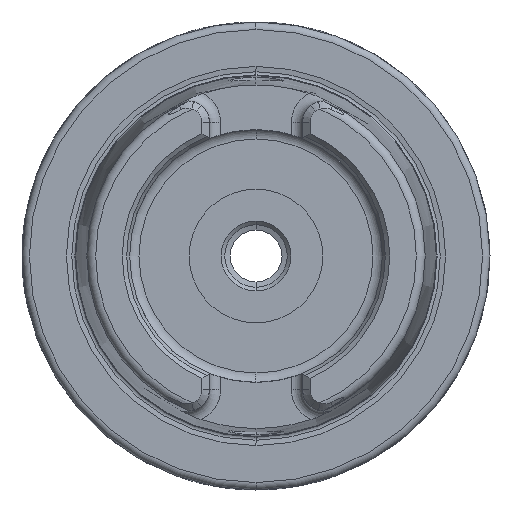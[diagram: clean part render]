
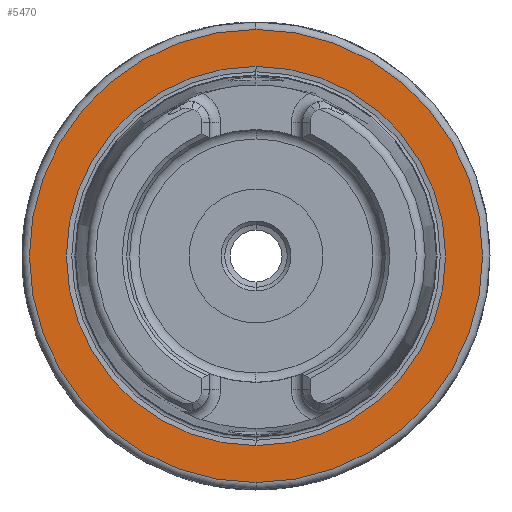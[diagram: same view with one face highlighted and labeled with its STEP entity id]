
A CAD part, left-side view. The second image highlights one B-rep face of the part: STEP entity #5470.
In plain terms, the highlighted planar face has unit normal (-1, 0, 0).
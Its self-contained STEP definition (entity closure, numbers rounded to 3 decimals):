
#23 = EDGE_LOOP ( 'NONE', ( #2443, #2604 ) ) ;
#58 = VERTEX_POINT ( 'NONE', #7841 ) ;
#702 = AXIS2_PLACEMENT_3D ( 'NONE', #3907, #3475, #3415 ) ;
#928 = CIRCLE ( 'NONE', #1141, 25.521 ) ;
#977 = CIRCLE ( 'NONE', #1143, 30.5 ) ;
#1067 = VERTEX_POINT ( 'NONE', #1981 ) ;
#1141 = AXIS2_PLACEMENT_3D ( 'NONE', #6242, #6215, #6184 ) ;
#1143 = AXIS2_PLACEMENT_3D ( 'NONE', #6358, #6321, #6301 ) ;
#1981 = CARTESIAN_POINT ( 'NONE',  ( -26.5, 0., 30.5 ) ) ;
#2208 = AXIS2_PLACEMENT_3D ( 'NONE', #7695, #7562, #7478 ) ;
#2296 = EDGE_LOOP ( 'NONE', ( #2703, #2823 ) ) ;
#2443 = ORIENTED_EDGE ( 'NONE', *, *, #4991, .T. ) ;
#2513 = AXIS2_PLACEMENT_3D ( 'NONE', #7665, #7656, #7648 ) ;
#2604 = ORIENTED_EDGE ( 'NONE', *, *, #2656, .T. ) ;
#2656 = EDGE_CURVE ( 'NONE', #1067, #2986, #7545, .T. ) ;
#2696 = CARTESIAN_POINT ( 'NONE',  ( -26.5, 0., -30.5 ) ) ;
#2703 = ORIENTED_EDGE ( 'NONE', *, *, #3183, .T. ) ;
#2823 = ORIENTED_EDGE ( 'NONE', *, *, #4993, .T. ) ;
#2986 = VERTEX_POINT ( 'NONE', #2696 ) ;
#3183 = EDGE_CURVE ( 'NONE', #58, #5695, #6511, .T. ) ;
#3415 = DIRECTION ( 'NONE',  ( 0., 0., -1. ) ) ;
#3475 = DIRECTION ( 'NONE',  ( 1., 0., 0. ) ) ;
#3683 = PLANE ( 'NONE',  #702 ) ;
#3907 = CARTESIAN_POINT ( 'NONE',  ( -26.5, 31.5, 0. ) ) ;
#4991 = EDGE_CURVE ( 'NONE', #2986, #1067, #977, .T. ) ;
#4993 = EDGE_CURVE ( 'NONE', #5695, #58, #928, .T. ) ;
#5470 = ADVANCED_FACE ( 'NONE', ( #7363, #7282 ), #3683, .F. ) ;
#5695 = VERTEX_POINT ( 'NONE', #5839 ) ;
#5839 = CARTESIAN_POINT ( 'NONE',  ( -26.5, 0., -25.521 ) ) ;
#6184 = DIRECTION ( 'NONE',  ( 0., 0., -1. ) ) ;
#6215 = DIRECTION ( 'NONE',  ( 1., 0., 0. ) ) ;
#6242 = CARTESIAN_POINT ( 'NONE',  ( -26.5, 0., 0. ) ) ;
#6301 = DIRECTION ( 'NONE',  ( 0., 0., -1. ) ) ;
#6321 = DIRECTION ( 'NONE',  ( -1., 0., 0. ) ) ;
#6358 = CARTESIAN_POINT ( 'NONE',  ( -26.5, 0., 0. ) ) ;
#6511 = CIRCLE ( 'NONE', #2208, 25.521 ) ;
#7282 = FACE_BOUND ( 'NONE', #2296, .T. ) ;
#7363 = FACE_OUTER_BOUND ( 'NONE', #23, .T. ) ;
#7478 = DIRECTION ( 'NONE',  ( 0., 0., -1. ) ) ;
#7545 = CIRCLE ( 'NONE', #2513, 30.5 ) ;
#7562 = DIRECTION ( 'NONE',  ( 1., 0., 0. ) ) ;
#7648 = DIRECTION ( 'NONE',  ( 0., 0., -1. ) ) ;
#7656 = DIRECTION ( 'NONE',  ( -1., 0., 0. ) ) ;
#7665 = CARTESIAN_POINT ( 'NONE',  ( -26.5, 0., 0. ) ) ;
#7695 = CARTESIAN_POINT ( 'NONE',  ( -26.5, 0., 0. ) ) ;
#7841 = CARTESIAN_POINT ( 'NONE',  ( -26.5, 0., 25.521 ) ) ;
